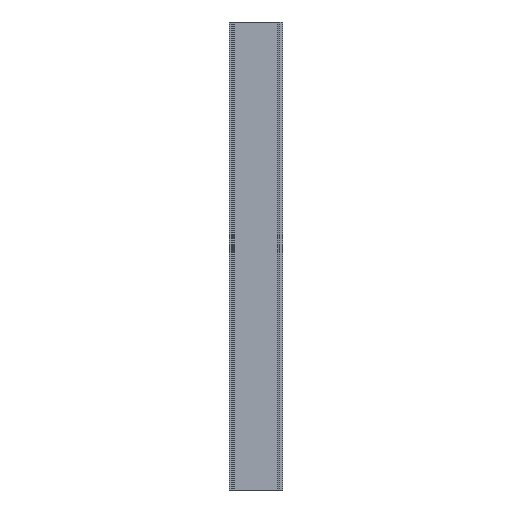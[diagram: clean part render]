
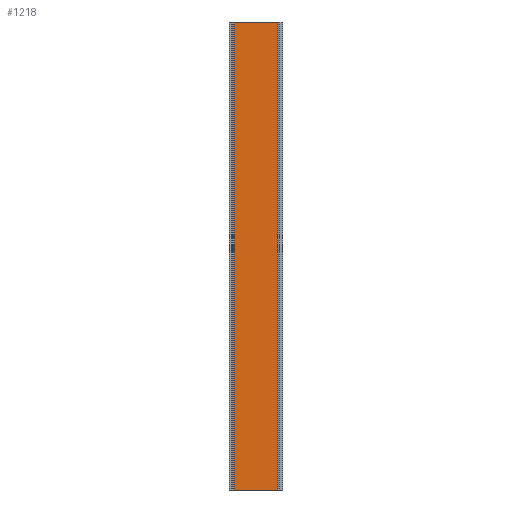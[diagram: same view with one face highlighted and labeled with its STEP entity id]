
A CAD part, left-side view. The second image highlights one B-rep face of the part: STEP entity #1218.
In plain terms, the highlighted planar face has unit normal (-1, 0, 0).
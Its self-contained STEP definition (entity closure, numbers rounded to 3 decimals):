
#112=FACE_OUTER_BOUND('',#174,.T.);
#174=EDGE_LOOP('',(#930,#931,#932,#933));
#288=LINE('',#1924,#428);
#289=LINE('',#1927,#429);
#290=LINE('',#1929,#430);
#291=LINE('',#1930,#431);
#428=VECTOR('',#1563,1000.);
#429=VECTOR('',#1566,92.95);
#430=VECTOR('',#1567,92.95);
#431=VECTOR('',#1568,1000.);
#554=VERTEX_POINT('',#1920);
#555=VERTEX_POINT('',#1922);
#556=VERTEX_POINT('',#1926);
#557=VERTEX_POINT('',#1928);
#712=EDGE_CURVE('',#554,#555,#288,.T.);
#713=EDGE_CURVE('',#556,#554,#289,.T.);
#714=EDGE_CURVE('',#557,#555,#290,.T.);
#715=EDGE_CURVE('',#556,#557,#291,.T.);
#930=ORIENTED_EDGE('',*,*,#713,.T.);
#931=ORIENTED_EDGE('',*,*,#712,.T.);
#932=ORIENTED_EDGE('',*,*,#714,.F.);
#933=ORIENTED_EDGE('',*,*,#715,.F.);
#1164=PLANE('',#1307);
#1218=ADVANCED_FACE('',(#112),#1164,.T.);
#1307=AXIS2_PLACEMENT_3D('',#1925,#1564,#1565);
#1563=DIRECTION('',(0.,0.,1.));
#1564=DIRECTION('center_axis',(-1.,0.,0.));
#1565=DIRECTION('ref_axis',(0.,-1.,0.));
#1566=DIRECTION('',(0.,-1.,0.));
#1567=DIRECTION('',(0.,-1.,0.));
#1568=DIRECTION('',(0.,0.,1.));
#1920=CARTESIAN_POINT('',(6.882,1.,0.));
#1922=CARTESIAN_POINT('',(6.882,1.,1000.));
#1924=CARTESIAN_POINT('',(6.882,1.,0.));
#1925=CARTESIAN_POINT('Origin',(6.882,93.95,0.));
#1926=CARTESIAN_POINT('',(6.882,93.95,0.));
#1927=CARTESIAN_POINT('',(6.882,93.95,0.));
#1928=CARTESIAN_POINT('',(6.882,93.95,1000.));
#1929=CARTESIAN_POINT('',(6.882,93.95,1000.));
#1930=CARTESIAN_POINT('',(6.882,93.95,0.));
